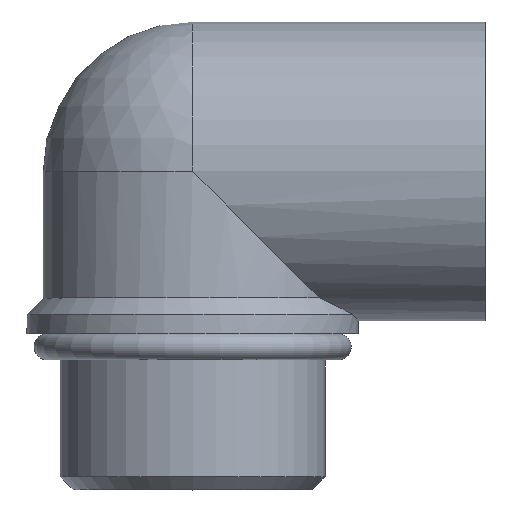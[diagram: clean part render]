
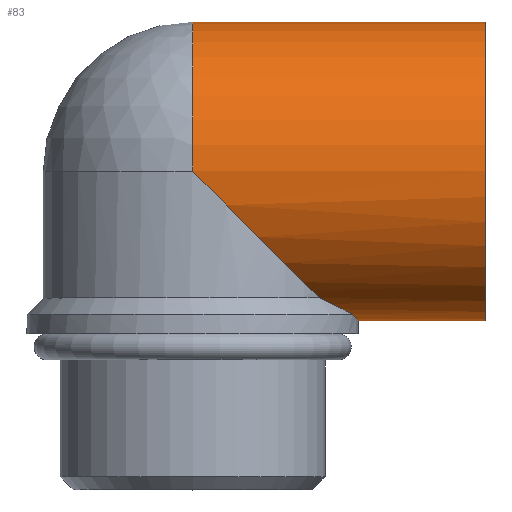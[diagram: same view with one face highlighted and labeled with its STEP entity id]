
A CAD part, top view. The second image highlights one B-rep face of the part: STEP entity #83.
In plain terms, the highlighted cylindrical face has radius 11.5 mm (diameter 23 mm), a full revolution.
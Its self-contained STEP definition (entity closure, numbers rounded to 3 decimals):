
#83 = ADVANCED_FACE( '', ( #114, #115 ), #116, .T. );
#114 = FACE_OUTER_BOUND( '', #162, .T. );
#115 = FACE_OUTER_BOUND( '', #163, .T. );
#116 = CYLINDRICAL_SURFACE( '', #164, 11.5 );
#162 = EDGE_LOOP( '', ( #232, #233, #234, #235, #236, #237 ) );
#163 = EDGE_LOOP( '', ( #238 ) );
#164 = AXIS2_PLACEMENT_3D( '', #239, #240, #241 );
#232 = ORIENTED_EDGE( '', *, *, #302, .T. );
#233 = ORIENTED_EDGE( '', *, *, #290, .T. );
#234 = ORIENTED_EDGE( '', *, *, #288, .T. );
#235 = ORIENTED_EDGE( '', *, *, #292, .T. );
#236 = ORIENTED_EDGE( '', *, *, #303, .T. );
#237 = ORIENTED_EDGE( '', *, *, #300, .F. );
#238 = ORIENTED_EDGE( '', *, *, #304, .F. );
#239 = CARTESIAN_POINT( '', ( 22.5, 6.5, 0. ) );
#240 = DIRECTION( '', ( 1., 0., 0. ) );
#241 = DIRECTION( '', ( 0., 0., 1. ) );
#288 = EDGE_CURVE( '', #313, #314, #315, .T. );
#290 = EDGE_CURVE( '', #317, #313, #318, .T. );
#292 = EDGE_CURVE( '', #314, #319, #321, .T. );
#300 = EDGE_CURVE( '', #336, #337, #338, .F. );
#302 = EDGE_CURVE( '', #336, #317, #340, .T. );
#303 = EDGE_CURVE( '', #319, #337, #341, .T. );
#304 = EDGE_CURVE( '', #342, #342, #343, .T. );
#313 = VERTEX_POINT( '', #355 );
#314 = VERTEX_POINT( '', #356 );
#315 = B_SPLINE_CURVE_WITH_KNOTS( '', 3, ( #357, #358, #359, #360, #361, #362, #363, #364, #365, #366, #367, #368 ), .UNSPECIFIED., .F., .F., ( 4, 2, 2, 2, 2, 4 ), ( 0., 0.002, 0.003, 0.003, 0.005, 0.007 ), .UNSPECIFIED. );
#317 = VERTEX_POINT( '', #370 );
#318 = B_SPLINE_CURVE_WITH_KNOTS( '', 3, ( #371, #372, #373, #374, #375, #376 ), .UNSPECIFIED., .F., .F., ( 4, 2, 4 ), ( 0., 0.002, 0.004 ), .UNSPECIFIED. );
#319 = VERTEX_POINT( '', #377 );
#321 = B_SPLINE_CURVE_WITH_KNOTS( '', 3, ( #379, #380, #381, #382, #383, #384, #385, #386 ), .UNSPECIFIED., .F., .F., ( 4, 2, 2, 4 ), ( 0.001, 0.002, 0.003, 0.004 ), .UNSPECIFIED. );
#336 = VERTEX_POINT( '', #401 );
#337 = VERTEX_POINT( '', #402 );
#338 = CIRCLE( '', #403, 11.5 );
#340 = ELLIPSE( '', #405, 16.263, 11.5 );
#341 = ELLIPSE( '', #406, 16.263, 11.5 );
#342 = VERTEX_POINT( '', #407 );
#343 = CIRCLE( '', #408, 11.5 );
#355 = CARTESIAN_POINT( '', ( 12.301, -4.5, 3.354 ) );
#356 = CARTESIAN_POINT( '', ( 12.301, -4.5, -3.354 ) );
#357 = CARTESIAN_POINT( '', ( 12.301, -4.5, 3.354 ) );
#358 = CARTESIAN_POINT( '', ( 12.447, -4.663, 2.819 ) );
#359 = CARTESIAN_POINT( '', ( 12.559, -4.788, 2.272 ) );
#360 = CARTESIAN_POINT( '', ( 12.672, -4.914, 1.433 ) );
#361 = CARTESIAN_POINT( '', ( 12.701, -4.946, 1.15 ) );
#362 = CARTESIAN_POINT( '', ( 12.74, -4.989, 0.578 ) );
#363 = CARTESIAN_POINT( '', ( 12.75, -5., 0.288 ) );
#364 = CARTESIAN_POINT( '', ( 12.75, -5., -0.574 ) );
#365 = CARTESIAN_POINT( '', ( 12.711, -4.957, -1.141 ) );
#366 = CARTESIAN_POINT( '', ( 12.56, -4.79, -2.262 ) );
#367 = CARTESIAN_POINT( '', ( 12.447, -4.663, -2.819 ) );
#368 = CARTESIAN_POINT( '', ( 12.301, -4.5, -3.354 ) );
#370 = CARTESIAN_POINT( '', ( 9.75, -3.25, 6.098 ) );
#371 = CARTESIAN_POINT( '', ( 9.75, -3.25, 6.098 ) );
#372 = CARTESIAN_POINT( '', ( 10.252, -3.48, 5.73 ) );
#373 = CARTESIAN_POINT( '', ( 10.721, -3.706, 5.324 ) );
#374 = CARTESIAN_POINT( '', ( 11.58, -4.13, 4.416 ) );
#375 = CARTESIAN_POINT( '', ( 11.974, -4.331, 3.909 ) );
#376 = CARTESIAN_POINT( '', ( 12.301, -4.5, 3.354 ) );
#377 = CARTESIAN_POINT( '', ( 9.75, -3.25, -6.098 ) );
#379 = CARTESIAN_POINT( '', ( 12.301, -4.5, -3.354 ) );
#380 = CARTESIAN_POINT( '', ( 11.976, -4.331, -3.907 ) );
#381 = CARTESIAN_POINT( '', ( 11.591, -4.135, -4.404 ) );
#382 = CARTESIAN_POINT( '', ( 10.945, -3.816, -5.088 ) );
#383 = CARTESIAN_POINT( '', ( 10.718, -3.706, -5.306 ) );
#384 = CARTESIAN_POINT( '', ( 10.246, -3.48, -5.719 ) );
#385 = CARTESIAN_POINT( '', ( 10.002, -3.366, -5.913 ) );
#386 = CARTESIAN_POINT( '', ( 9.75, -3.25, -6.098 ) );
#401 = CARTESIAN_POINT( '', ( 0., 6.5, 11.5 ) );
#402 = CARTESIAN_POINT( '', ( 0., 6.5, -11.5 ) );
#403 = AXIS2_PLACEMENT_3D( '', #448, #449, #450 );
#405 = AXIS2_PLACEMENT_3D( '', #454, #455, #456 );
#406 = AXIS2_PLACEMENT_3D( '', #457, #458, #459 );
#407 = CARTESIAN_POINT( '', ( 22.5, 6.5, -11.5 ) );
#408 = AXIS2_PLACEMENT_3D( '', #460, #461, #462 );
#448 = CARTESIAN_POINT( '', ( 0., 6.5, 0. ) );
#449 = DIRECTION( '', ( 1., 0., 0. ) );
#450 = DIRECTION( '', ( 0., 0., -1. ) );
#454 = CARTESIAN_POINT( '', ( 0., 6.5, 0. ) );
#455 = DIRECTION( '', ( 0.707, 0.707, 0. ) );
#456 = DIRECTION( '', ( -0.707, 0.707, 0. ) );
#457 = CARTESIAN_POINT( '', ( 0., 6.5, 0. ) );
#458 = DIRECTION( '', ( 0.707, 0.707, 0. ) );
#459 = DIRECTION( '', ( -0.707, 0.707, 0. ) );
#460 = CARTESIAN_POINT( '', ( 22.5, 6.5, 0. ) );
#461 = DIRECTION( '', ( 1., 0., 0. ) );
#462 = DIRECTION( '', ( 0., 0., -1. ) );
